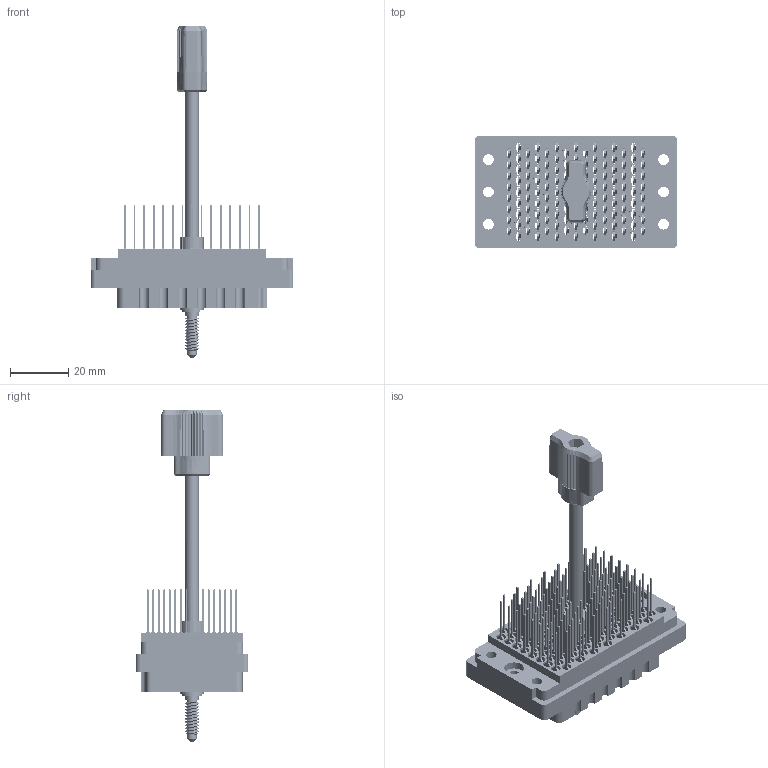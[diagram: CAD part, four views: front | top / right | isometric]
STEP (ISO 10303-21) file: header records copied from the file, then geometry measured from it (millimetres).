
FILE_DESCRIPTION (( 'STEP AP203' ), '1' );
FILE_NAME ('516-120-541-405.STEP', '2020-03-07T03:22:32', ( '' ), ( '' ), 'SwSTEP 2.0', 'SolidWorks 2016', '' );
FILE_SCHEMA (( 'CONFIG_CONTROL_DESIGN' ));
Length unit declared in the file: inch
Products named in the file (10): 516-250-091-111; 516-253-190-107; Actuating Screw Assy 090-120; 516-253-095-100; 516 Part Receptacle_120; 516-120-541-405; Grub Screw; 516-292-001_541 Contact; 516-251-095-100; 516-254-091-109
Assembly tree (129 placements, depth 3):
  516-120-541-405
    516 Part Receptacle_120
    516-292-001_541 Contact  x120
    Actuating Screw Assy 090-120
      516-251-095-100
      516-254-091-109
      516-253-095-100  x2
      516-253-190-107
      516-250-091-111
      Grub Screw
Bounding box: 69.85 x 38.73 x 114.34 mm (x, y, z)
Volume: 34117.3 mm3; surface area: 64782.8 mm2
Topology: 128 solids, 128 shells, 11429 faces, 33123 edges, 21974 vertices
Faces by surface type: plane 6943, cylinder 3687, bspline 737, cone 62
Entity records: 107034 total; most frequent: CARTESIAN_POINT 24464, ORIENTED_EDGE 16718, DIRECTION 16187, EDGE_CURVE 8359, VECTOR 5999, LINE 5999, VERTEX_POINT 5544, AXIS2_PLACEMENT_3D 5094
